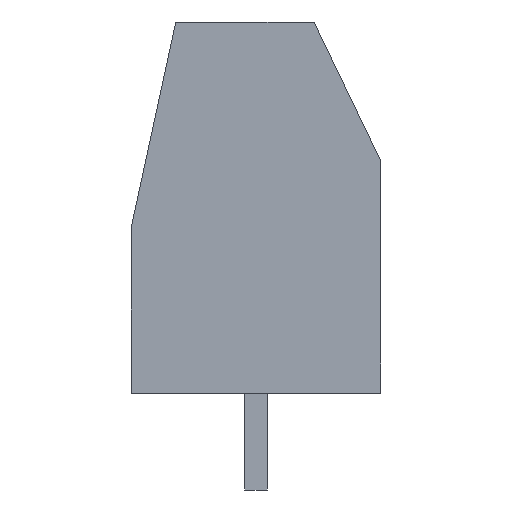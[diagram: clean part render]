
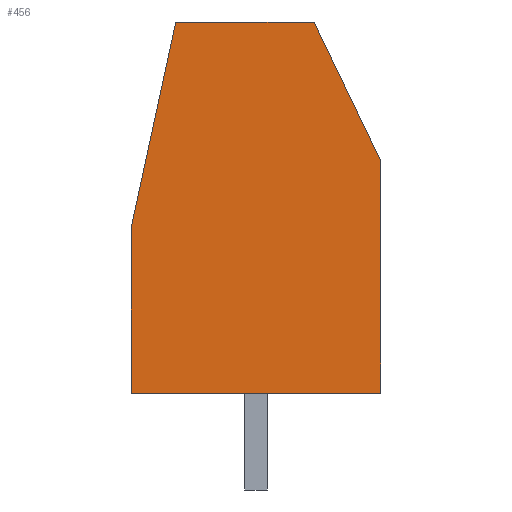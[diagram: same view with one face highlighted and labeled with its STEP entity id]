
A CAD part, left-side view. The second image highlights one B-rep face of the part: STEP entity #456.
In plain terms, the highlighted planar face has unit normal (-1, 0, 0).
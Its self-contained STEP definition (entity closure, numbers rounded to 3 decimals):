
#322 = VERTEX_POINT('',#323);
#323 = CARTESIAN_POINT('',(-7.5,-4.5,0.));
#340 = VERTEX_POINT('',#341);
#341 = CARTESIAN_POINT('',(-7.5,-4.5,8.4));
#347 = EDGE_CURVE('',#322,#340,#348,.T.);
#348 = LINE('',#349,#350);
#349 = CARTESIAN_POINT('',(-7.5,-4.5,0.));
#350 = VECTOR('',#351,1.);
#351 = DIRECTION('',(0.,0.,1.));
#430 = VERTEX_POINT('',#431);
#431 = CARTESIAN_POINT('',(-7.5,4.5,0.));
#446 = EDGE_CURVE('',#430,#322,#447,.T.);
#447 = LINE('',#448,#449);
#448 = CARTESIAN_POINT('',(-7.5,4.5,0.));
#449 = VECTOR('',#450,1.);
#450 = DIRECTION('',(0.,-1.,0.));
#456 = ADVANCED_FACE('',(#457),#491,.T.);
#457 = FACE_BOUND('',#458,.T.);
#458 = EDGE_LOOP('',(#459,#460,#468,#476,#484,#490));
#459 = ORIENTED_EDGE('',*,*,#347,.T.);
#460 = ORIENTED_EDGE('',*,*,#461,.T.);
#461 = EDGE_CURVE('',#340,#462,#464,.T.);
#462 = VERTEX_POINT('',#463);
#463 = CARTESIAN_POINT('',(-7.5,-2.1,13.4));
#464 = LINE('',#465,#466);
#465 = CARTESIAN_POINT('',(-7.5,-4.5,8.4));
#466 = VECTOR('',#467,1.);
#467 = DIRECTION('',(0.,0.433,0.902));
#468 = ORIENTED_EDGE('',*,*,#469,.T.);
#469 = EDGE_CURVE('',#462,#470,#472,.T.);
#470 = VERTEX_POINT('',#471);
#471 = CARTESIAN_POINT('',(-7.5,2.9,13.4));
#472 = LINE('',#473,#474);
#473 = CARTESIAN_POINT('',(-7.5,-2.1,13.4));
#474 = VECTOR('',#475,1.);
#475 = DIRECTION('',(0.,1.,0.));
#476 = ORIENTED_EDGE('',*,*,#477,.T.);
#477 = EDGE_CURVE('',#470,#478,#480,.T.);
#478 = VERTEX_POINT('',#479);
#479 = CARTESIAN_POINT('',(-7.5,4.5,6.));
#480 = LINE('',#481,#482);
#481 = CARTESIAN_POINT('',(-7.5,2.9,13.4));
#482 = VECTOR('',#483,1.);
#483 = DIRECTION('',(0.,0.211,-0.977));
#484 = ORIENTED_EDGE('',*,*,#485,.T.);
#485 = EDGE_CURVE('',#478,#430,#486,.T.);
#486 = LINE('',#487,#488);
#487 = CARTESIAN_POINT('',(-7.5,4.5,6.));
#488 = VECTOR('',#489,1.);
#489 = DIRECTION('',(0.,0.,-1.));
#490 = ORIENTED_EDGE('',*,*,#446,.T.);
#491 = PLANE('',#492);
#492 = AXIS2_PLACEMENT_3D('',#493,#494,#495);
#493 = CARTESIAN_POINT('',(-7.5,0.022,6.122));
#494 = DIRECTION('',(-1.,0.,0.));
#495 = DIRECTION('',(0.,1.,0.));
